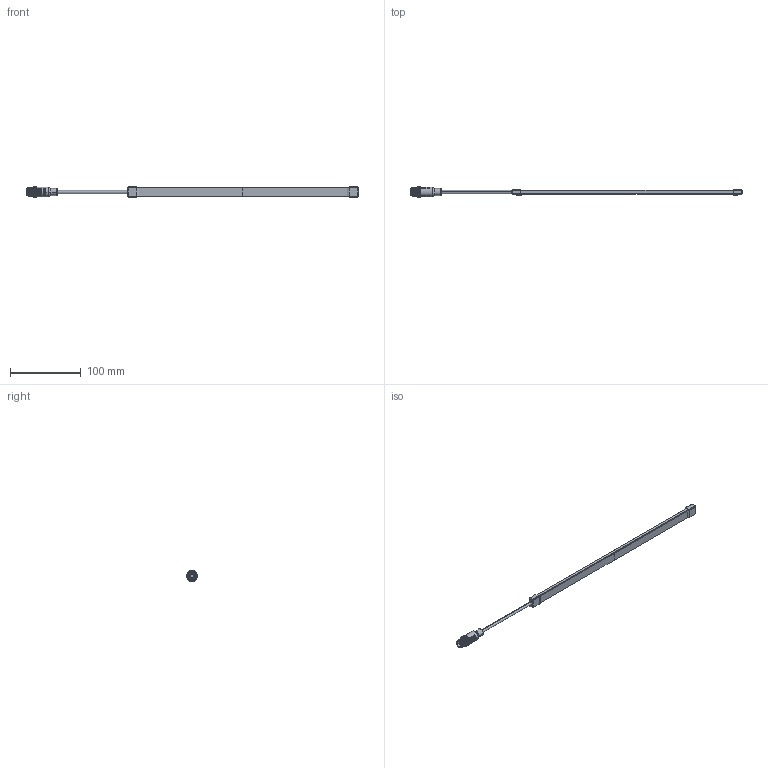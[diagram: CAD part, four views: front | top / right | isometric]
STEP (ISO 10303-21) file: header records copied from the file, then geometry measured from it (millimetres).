
FILE_DESCRIPTION((''),'2;1');
FILE_NAME('234656_SM01_ASM','2023-07-31T13:59:29',('banengservice'),('BANNER ENGINEERING'),'CREO PARAMETRIC BY PTC INC, 2022414','CREO PARAMETRIC BY PTC INC, 2022414','');
FILE_SCHEMA(('CONFIG_CONTROL_DESIGN'));
Products named in the file (6): WLF12_EP01_AF31; WLF12_EP02; WLF12_EP03; WLF12_EP04_AF17; 234656_ASM; 234656_SM01_ASM
Assembly tree (5 placements, depth 3):
  234656_SM01_ASM
    234656_ASM
      WLF12_EP01_AF31
      WLF12_EP02
      WLF12_EP03
      WLF12_EP04_AF17
Bounding box: 469 x 14.5 x 14.8 mm (x, y, z)
Volume: 29174.6 mm3; surface area: 23754.4 mm2
Topology: 4 solids, 4 shells, 2141 faces, 4931 edges, 2800 vertices
Faces by surface type: bspline 1302, cylinder 531, plane 204, torus 76, sphere 16, cone 8, extrusion 4
Entity records: 88646 total; most frequent: CARTESIAN_POINT 52393, ORIENTED_EDGE 9846, EDGE_CURVE 4923, B_SPLINE_CURVE_WITH_KNOTS 3870, DIRECTION 3135, VERTEX_POINT 2800, EDGE_LOOP 2151, FACE_OUTER_BOUND 2141
